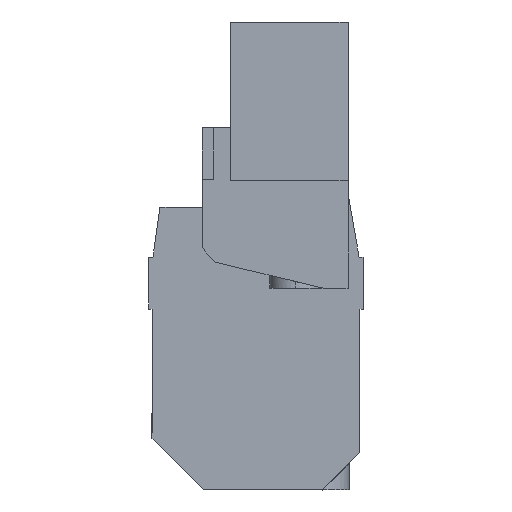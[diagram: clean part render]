
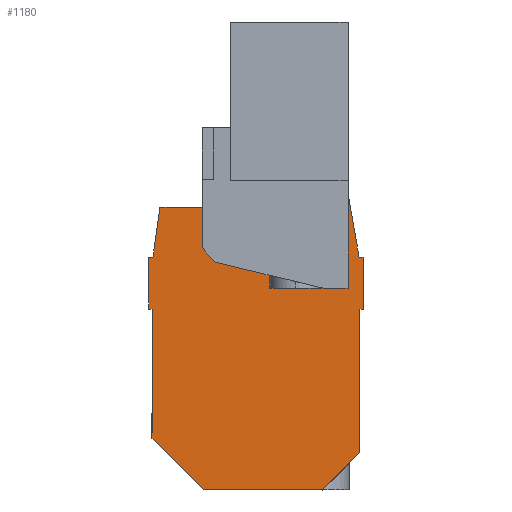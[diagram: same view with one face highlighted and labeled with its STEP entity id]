
A CAD part, left-side view. The second image highlights one B-rep face of the part: STEP entity #1180.
In plain terms, the highlighted planar face has unit normal (-1, 0, 0).
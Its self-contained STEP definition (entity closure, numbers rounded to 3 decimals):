
#1066=AXIS2_PLACEMENT_3D('Plane Axis2P3D',#1063,#1064,#1065) ;
#197=CARTESIAN_POINT('Line Origine',(7.17,0.3,10.489)) ;
#201=CARTESIAN_POINT('Vertex',(7.17,0.3,3.586)) ;
#203=CARTESIAN_POINT('Vertex',(7.17,0.3,17.393)) ;
#616=CARTESIAN_POINT('Vertex',(7.17,3.886,0.)) ;
#619=CARTESIAN_POINT('Line Origine',(7.17,9.625,0.)) ;
#623=CARTESIAN_POINT('Vertex',(7.17,15.364,0.)) ;
#1063=CARTESIAN_POINT('Axis2P3D Location',(7.17,15.35,0.693)) ;
#1068=CARTESIAN_POINT('Line Origine',(7.17,12.75,28.2)) ;
#1072=CARTESIAN_POINT('Vertex',(7.17,12.75,29.2)) ;
#1074=CARTESIAN_POINT('Vertex',(7.17,12.75,27.2)) ;
#1077=CARTESIAN_POINT('Line Origine',(7.17,16.142,27.2)) ;
#1081=CARTESIAN_POINT('Vertex',(7.17,19.535,27.2)) ;
#1084=CARTESIAN_POINT('Line Origine',(7.17,19.872,24.797)) ;
#1088=CARTESIAN_POINT('Vertex',(7.17,20.21,22.393)) ;
#1091=CARTESIAN_POINT('Line Origine',(7.17,20.405,22.393)) ;
#1095=CARTESIAN_POINT('Vertex',(7.17,20.6,22.393)) ;
#1098=CARTESIAN_POINT('Line Origine',(7.17,20.6,19.893)) ;
#1102=CARTESIAN_POINT('Vertex',(7.17,20.6,17.393)) ;
#1105=CARTESIAN_POINT('Line Origine',(7.17,20.45,17.393)) ;
#1109=CARTESIAN_POINT('Vertex',(7.17,20.3,17.393)) ;
#1112=CARTESIAN_POINT('Line Origine',(7.17,20.3,11.164)) ;
#1116=CARTESIAN_POINT('Vertex',(7.17,20.3,4.936)) ;
#1119=CARTESIAN_POINT('Line Origine',(7.17,17.832,2.468)) ;
#1124=CARTESIAN_POINT('Line Origine',(7.17,2.093,1.793)) ;
#1129=CARTESIAN_POINT('Line Origine',(7.17,0.15,17.393)) ;
#1133=CARTESIAN_POINT('Vertex',(7.17,0.,17.393)) ;
#1136=CARTESIAN_POINT('Line Origine',(7.17,0.,19.893)) ;
#1140=CARTESIAN_POINT('Vertex',(7.17,0.,22.393)) ;
#1143=CARTESIAN_POINT('Line Origine',(7.17,0.19,22.393)) ;
#1147=CARTESIAN_POINT('Vertex',(7.17,0.38,22.393)) ;
#1150=CARTESIAN_POINT('Line Origine',(7.17,0.98,25.797)) ;
#1154=CARTESIAN_POINT('Vertex',(7.17,1.58,29.2)) ;
#1157=CARTESIAN_POINT('Line Origine',(7.17,7.165,29.2)) ;
#198=DIRECTION('Vector Direction',(0.,0.,1.)) ;
#620=DIRECTION('Vector Direction',(0.,1.,0.)) ;
#1064=DIRECTION('Axis2P3D Direction',(-1.,0.,0.)) ;
#1065=DIRECTION('Axis2P3D XDirection',(0.,-1.,0.)) ;
#1069=DIRECTION('Vector Direction',(0.,0.,-1.)) ;
#1078=DIRECTION('Vector Direction',(0.,-1.,0.)) ;
#1085=DIRECTION('Vector Direction',(0.,-0.139,0.99)) ;
#1092=DIRECTION('Vector Direction',(0.,-1.,0.)) ;
#1099=DIRECTION('Vector Direction',(0.,0.,1.)) ;
#1106=DIRECTION('Vector Direction',(0.,1.,0.)) ;
#1113=DIRECTION('Vector Direction',(0.,0.,1.)) ;
#1120=DIRECTION('Vector Direction',(0.,0.707,0.707)) ;
#1125=DIRECTION('Vector Direction',(0.,0.707,-0.707)) ;
#1130=DIRECTION('Vector Direction',(0.,1.,0.)) ;
#1137=DIRECTION('Vector Direction',(0.,0.,-1.)) ;
#1144=DIRECTION('Vector Direction',(0.,-1.,0.)) ;
#1151=DIRECTION('Vector Direction',(0.,0.174,0.985)) ;
#1158=DIRECTION('Vector Direction',(0.,1.,0.)) ;
#199=VECTOR('Line Direction',#198,1.) ;
#621=VECTOR('Line Direction',#620,1.) ;
#1070=VECTOR('Line Direction',#1069,1.) ;
#1079=VECTOR('Line Direction',#1078,1.) ;
#1086=VECTOR('Line Direction',#1085,1.) ;
#1093=VECTOR('Line Direction',#1092,1.) ;
#1100=VECTOR('Line Direction',#1099,1.) ;
#1107=VECTOR('Line Direction',#1106,1.) ;
#1114=VECTOR('Line Direction',#1113,1.) ;
#1121=VECTOR('Line Direction',#1120,1.) ;
#1126=VECTOR('Line Direction',#1125,1.) ;
#1131=VECTOR('Line Direction',#1130,1.) ;
#1138=VECTOR('Line Direction',#1137,1.) ;
#1145=VECTOR('Line Direction',#1144,1.) ;
#1152=VECTOR('Line Direction',#1151,1.) ;
#1159=VECTOR('Line Direction',#1158,1.) ;
#1163=ORIENTED_EDGE('',*,*,#1076,.T.) ;
#1164=ORIENTED_EDGE('',*,*,#1083,.F.) ;
#1165=ORIENTED_EDGE('',*,*,#1090,.F.) ;
#1166=ORIENTED_EDGE('',*,*,#1097,.F.) ;
#1167=ORIENTED_EDGE('',*,*,#1104,.F.) ;
#1168=ORIENTED_EDGE('',*,*,#1111,.F.) ;
#1169=ORIENTED_EDGE('',*,*,#1118,.F.) ;
#1170=ORIENTED_EDGE('',*,*,#1123,.F.) ;
#1171=ORIENTED_EDGE('',*,*,#625,.F.) ;
#1172=ORIENTED_EDGE('',*,*,#1128,.F.) ;
#1173=ORIENTED_EDGE('',*,*,#205,.T.) ;
#1174=ORIENTED_EDGE('',*,*,#1135,.F.) ;
#1175=ORIENTED_EDGE('',*,*,#1142,.F.) ;
#1176=ORIENTED_EDGE('',*,*,#1149,.F.) ;
#1177=ORIENTED_EDGE('',*,*,#1156,.T.) ;
#1178=ORIENTED_EDGE('',*,*,#1161,.T.) ;
#1180=ADVANCED_FACE('HOUSING',(#1179),#1067,.T.) ;
#205=EDGE_CURVE('',#202,#204,#200,.T.) ;
#625=EDGE_CURVE('',#617,#624,#622,.T.) ;
#1076=EDGE_CURVE('',#1073,#1075,#1071,.T.) ;
#1083=EDGE_CURVE('',#1082,#1075,#1080,.T.) ;
#1090=EDGE_CURVE('',#1089,#1082,#1087,.T.) ;
#1097=EDGE_CURVE('',#1096,#1089,#1094,.T.) ;
#1104=EDGE_CURVE('',#1103,#1096,#1101,.T.) ;
#1111=EDGE_CURVE('',#1110,#1103,#1108,.T.) ;
#1118=EDGE_CURVE('',#1117,#1110,#1115,.T.) ;
#1123=EDGE_CURVE('',#624,#1117,#1122,.T.) ;
#1128=EDGE_CURVE('',#202,#617,#1127,.T.) ;
#1135=EDGE_CURVE('',#1134,#204,#1132,.T.) ;
#1142=EDGE_CURVE('',#1141,#1134,#1139,.T.) ;
#1149=EDGE_CURVE('',#1148,#1141,#1146,.T.) ;
#1156=EDGE_CURVE('',#1148,#1155,#1153,.T.) ;
#1161=EDGE_CURVE('',#1155,#1073,#1160,.T.) ;
#1162=EDGE_LOOP('',(#1163,#1164,#1165,#1166,#1167,#1168,#1169,#1170,#1171,#1172,#1173,#1174,#1175,#1176,#1177,#1178)) ;
#1179=FACE_OUTER_BOUND('',#1162,.T.) ;
#200=LINE('Line',#197,#199) ;
#622=LINE('Line',#619,#621) ;
#1071=LINE('Line',#1068,#1070) ;
#1080=LINE('Line',#1077,#1079) ;
#1087=LINE('Line',#1084,#1086) ;
#1094=LINE('Line',#1091,#1093) ;
#1101=LINE('Line',#1098,#1100) ;
#1108=LINE('Line',#1105,#1107) ;
#1115=LINE('Line',#1112,#1114) ;
#1122=LINE('Line',#1119,#1121) ;
#1127=LINE('Line',#1124,#1126) ;
#1132=LINE('Line',#1129,#1131) ;
#1139=LINE('Line',#1136,#1138) ;
#1146=LINE('Line',#1143,#1145) ;
#1153=LINE('Line',#1150,#1152) ;
#1160=LINE('Line',#1157,#1159) ;
#1067=PLANE('',#1066) ;
#202=VERTEX_POINT('',#201) ;
#204=VERTEX_POINT('',#203) ;
#617=VERTEX_POINT('',#616) ;
#624=VERTEX_POINT('',#623) ;
#1073=VERTEX_POINT('',#1072) ;
#1075=VERTEX_POINT('',#1074) ;
#1082=VERTEX_POINT('',#1081) ;
#1089=VERTEX_POINT('',#1088) ;
#1096=VERTEX_POINT('',#1095) ;
#1103=VERTEX_POINT('',#1102) ;
#1110=VERTEX_POINT('',#1109) ;
#1117=VERTEX_POINT('',#1116) ;
#1134=VERTEX_POINT('',#1133) ;
#1141=VERTEX_POINT('',#1140) ;
#1148=VERTEX_POINT('',#1147) ;
#1155=VERTEX_POINT('',#1154) ;
